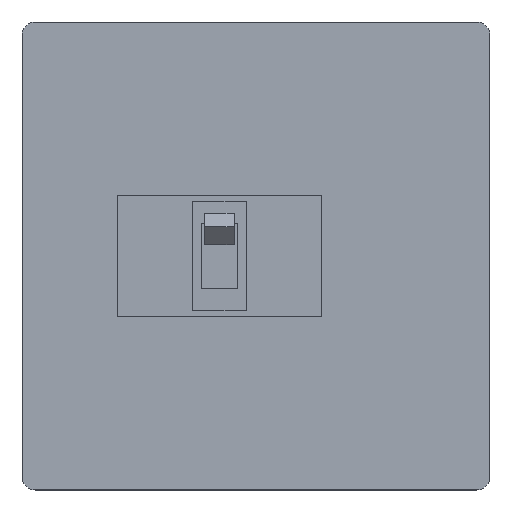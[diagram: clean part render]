
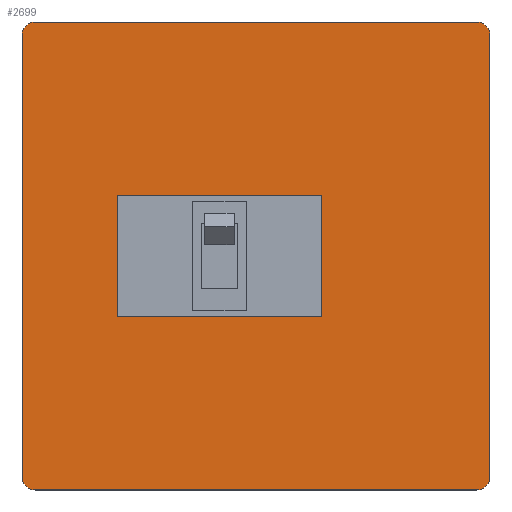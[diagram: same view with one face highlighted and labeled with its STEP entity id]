
A CAD part, top view. The second image highlights one B-rep face of the part: STEP entity #2699.
In plain terms, the highlighted planar face has unit normal (0, 0, 1).
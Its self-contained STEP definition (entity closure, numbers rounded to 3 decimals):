
#141 = ORIENTED_EDGE ( 'NONE', *, *, #8581, .F. ) ;
#295 = EDGE_LOOP ( 'NONE', ( #1682, #141, #854, #19478 ) ) ;
#483 = CIRCLE ( 'NONE', #19581, 5.5 ) ;
#565 = DIRECTION ( 'NONE',  ( 0., 0., 1. ) ) ;
#836 = CARTESIAN_POINT ( 'NONE',  ( 90.5, 96., 15. ) ) ;
#854 = ORIENTED_EDGE ( 'NONE', *, *, #13984, .F. ) ;
#942 = LINE ( 'NONE', #9868, #5400 ) ;
#1118 = VERTEX_POINT ( 'NONE', #4528 ) ;
#1142 = CARTESIAN_POINT ( 'NONE',  ( -90.5, -96., 15. ) ) ;
#1547 = DIRECTION ( 'NONE',  ( 1., 0., 0. ) ) ;
#1682 = ORIENTED_EDGE ( 'NONE', *, *, #5496, .F. ) ;
#1813 = AXIS2_PLACEMENT_3D ( 'NONE', #3638, #15278, #5311 ) ;
#2505 = VECTOR ( 'NONE', #14533, 1000. ) ;
#2529 = CARTESIAN_POINT ( 'NONE',  ( -96., 90.5, 15. ) ) ;
#2542 = LINE ( 'NONE', #16559, #6484 ) ;
#2549 = DIRECTION ( 'NONE',  ( 0., -1., 0. ) ) ;
#2575 = ORIENTED_EDGE ( 'NONE', *, *, #7142, .T. ) ;
#2699 = ADVANCED_FACE ( 'NONE', ( #12995, #17423 ), #21363, .T. ) ;
#2802 = CARTESIAN_POINT ( 'NONE',  ( 27., -25., 15. ) ) ;
#2881 = CARTESIAN_POINT ( 'NONE',  ( 27., -25., 15. ) ) ;
#3411 = VERTEX_POINT ( 'NONE', #5047 ) ;
#3431 = CARTESIAN_POINT ( 'NONE',  ( 27., 25., 15. ) ) ;
#3638 = CARTESIAN_POINT ( 'NONE',  ( 90.5, 90.5, 15. ) ) ;
#4029 = CARTESIAN_POINT ( 'NONE',  ( -57., 25., 15. ) ) ;
#4211 = AXIS2_PLACEMENT_3D ( 'NONE', #4897, #16535, #6566 ) ;
#4446 = EDGE_CURVE ( 'NONE', #17925, #1118, #20437, .T. ) ;
#4528 = CARTESIAN_POINT ( 'NONE',  ( 96., -90.5, 15. ) ) ;
#4558 = CARTESIAN_POINT ( 'NONE',  ( 96., 96., 15. ) ) ;
#4641 = CARTESIAN_POINT ( 'NONE',  ( 0., 0., 15. ) ) ;
#4897 = CARTESIAN_POINT ( 'NONE',  ( 90.5, -90.5, 15. ) ) ;
#5047 = CARTESIAN_POINT ( 'NONE',  ( 96., 90.5, 15. ) ) ;
#5294 = VECTOR ( 'NONE', #6193, 1000. ) ;
#5311 = DIRECTION ( 'NONE',  ( 1., 0., 0. ) ) ;
#5339 = EDGE_CURVE ( 'NONE', #1118, #3411, #20239, .T. ) ;
#5400 = VECTOR ( 'NONE', #1547, 1000. ) ;
#5473 = DIRECTION ( 'NONE',  ( -1., 0., 0. ) ) ;
#5496 = EDGE_CURVE ( 'NONE', #7635, #5707, #11368, .T. ) ;
#5707 = VERTEX_POINT ( 'NONE', #4029 ) ;
#5932 = CIRCLE ( 'NONE', #1813, 5.5 ) ;
#6094 = DIRECTION ( 'NONE',  ( 0., 0., 1. ) ) ;
#6193 = DIRECTION ( 'NONE',  ( 0., 1., 0. ) ) ;
#6325 = EDGE_CURVE ( 'NONE', #15923, #7563, #13296, .T. ) ;
#6484 = VECTOR ( 'NONE', #13201, 1000. ) ;
#6566 = DIRECTION ( 'NONE',  ( 1., 0., 0. ) ) ;
#7142 = EDGE_CURVE ( 'NONE', #7563, #17925, #942, .T. ) ;
#7280 = CARTESIAN_POINT ( 'NONE',  ( -96., -90.5, 15. ) ) ;
#7563 = VERTEX_POINT ( 'NONE', #1142 ) ;
#7615 = CARTESIAN_POINT ( 'NONE',  ( -57., 25., 15. ) ) ;
#7635 = VERTEX_POINT ( 'NONE', #19696 ) ;
#7914 = VECTOR ( 'NONE', #20444, 1000. ) ;
#8098 = CARTESIAN_POINT ( 'NONE',  ( 90.5, -96., 15. ) ) ;
#8140 = DIRECTION ( 'NONE',  ( 1., 0., 0. ) ) ;
#8581 = EDGE_CURVE ( 'NONE', #17848, #7635, #9726, .T. ) ;
#9419 = EDGE_CURVE ( 'NONE', #14365, #15923, #17287, .T. ) ;
#9726 = LINE ( 'NONE', #2802, #5294 ) ;
#9868 = CARTESIAN_POINT ( 'NONE',  ( -96., -96., 15. ) ) ;
#10419 = AXIS2_PLACEMENT_3D ( 'NONE', #10584, #565, #12220 ) ;
#10514 = CARTESIAN_POINT ( 'NONE',  ( -96., 96., 15. ) ) ;
#10584 = CARTESIAN_POINT ( 'NONE',  ( -90.5, -90.5, 15. ) ) ;
#11144 = EDGE_CURVE ( 'NONE', #17375, #14365, #483, .T. ) ;
#11368 = LINE ( 'NONE', #3431, #15283 ) ;
#11520 = CARTESIAN_POINT ( 'NONE',  ( -90.5, 96., 15. ) ) ;
#11865 = LINE ( 'NONE', #7615, #16285 ) ;
#11928 = CARTESIAN_POINT ( 'NONE',  ( -57., -25., 15. ) ) ;
#12024 = ORIENTED_EDGE ( 'NONE', *, *, #19319, .T. ) ;
#12099 = EDGE_CURVE ( 'NONE', #5707, #19917, #11865, .T. ) ;
#12121 = AXIS2_PLACEMENT_3D ( 'NONE', #4641, #18077, #8140 ) ;
#12220 = DIRECTION ( 'NONE',  ( 1., 0., 0. ) ) ;
#12948 = VECTOR ( 'NONE', #5473, 1000. ) ;
#12995 = FACE_OUTER_BOUND ( 'NONE', #18811, .T. ) ;
#13201 = DIRECTION ( 'NONE',  ( 1., 0., 0. ) ) ;
#13296 = CIRCLE ( 'NONE', #10419, 5.5 ) ;
#13984 = EDGE_CURVE ( 'NONE', #19917, #17848, #2542, .T. ) ;
#14365 = VERTEX_POINT ( 'NONE', #2529 ) ;
#14533 = DIRECTION ( 'NONE',  ( 0., 1., 0. ) ) ;
#15168 = ORIENTED_EDGE ( 'NONE', *, *, #18140, .T. ) ;
#15245 = ORIENTED_EDGE ( 'NONE', *, *, #4446, .T. ) ;
#15278 = DIRECTION ( 'NONE',  ( 0., 0., 1. ) ) ;
#15283 = VECTOR ( 'NONE', #18437, 1000. ) ;
#15361 = CARTESIAN_POINT ( 'NONE',  ( -96., 96., 15. ) ) ;
#15680 = ORIENTED_EDGE ( 'NONE', *, *, #6325, .T. ) ;
#15923 = VERTEX_POINT ( 'NONE', #7280 ) ;
#16044 = CARTESIAN_POINT ( 'NONE',  ( -90.5, 90.5, 15. ) ) ;
#16285 = VECTOR ( 'NONE', #2549, 1000. ) ;
#16535 = DIRECTION ( 'NONE',  ( 0., 0., 1. ) ) ;
#16559 = CARTESIAN_POINT ( 'NONE',  ( -57., -25., 15. ) ) ;
#16604 = ORIENTED_EDGE ( 'NONE', *, *, #9419, .T. ) ;
#17287 = LINE ( 'NONE', #10514, #7914 ) ;
#17365 = ORIENTED_EDGE ( 'NONE', *, *, #11144, .T. ) ;
#17375 = VERTEX_POINT ( 'NONE', #11520 ) ;
#17380 = LINE ( 'NONE', #15361, #12948 ) ;
#17423 = FACE_BOUND ( 'NONE', #295, .T. ) ;
#17723 = DIRECTION ( 'NONE',  ( 1., 0., 0. ) ) ;
#17848 = VERTEX_POINT ( 'NONE', #2881 ) ;
#17925 = VERTEX_POINT ( 'NONE', #8098 ) ;
#18077 = DIRECTION ( 'NONE',  ( 0., 0., 1. ) ) ;
#18140 = EDGE_CURVE ( 'NONE', #3411, #18251, #5932, .T. ) ;
#18251 = VERTEX_POINT ( 'NONE', #836 ) ;
#18437 = DIRECTION ( 'NONE',  ( -1., 0., 0. ) ) ;
#18590 = ORIENTED_EDGE ( 'NONE', *, *, #5339, .T. ) ;
#18811 = EDGE_LOOP ( 'NONE', ( #16604, #15680, #2575, #15245, #18590, #15168, #12024, #17365 ) ) ;
#19319 = EDGE_CURVE ( 'NONE', #18251, #17375, #17380, .T. ) ;
#19478 = ORIENTED_EDGE ( 'NONE', *, *, #12099, .F. ) ;
#19581 = AXIS2_PLACEMENT_3D ( 'NONE', #16044, #6094, #17723 ) ;
#19696 = CARTESIAN_POINT ( 'NONE',  ( 27., 25., 15. ) ) ;
#19917 = VERTEX_POINT ( 'NONE', #11928 ) ;
#20239 = LINE ( 'NONE', #4558, #2505 ) ;
#20437 = CIRCLE ( 'NONE', #4211, 5.5 ) ;
#20444 = DIRECTION ( 'NONE',  ( 0., -1., 0. ) ) ;
#21363 = PLANE ( 'NONE',  #12121 ) ;
